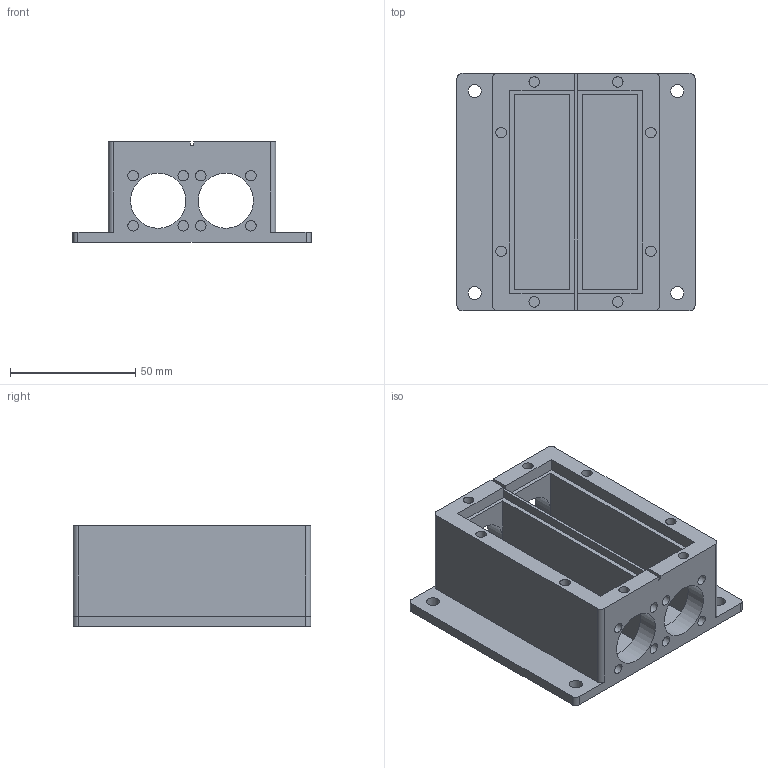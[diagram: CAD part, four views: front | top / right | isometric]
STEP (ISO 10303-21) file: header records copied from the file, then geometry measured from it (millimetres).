
FILE_DESCRIPTION(('FreeCAD Model'),'2;1');
FILE_NAME('Open CASCADE Shape Model','2025-07-02T15:58:21',(''),(''), 'Open CASCADE STEP processor 7.8','FreeCAD','Unknown');
FILE_SCHEMA(('AUTOMOTIVE_DESIGN { 1 0 10303 214 1 1 1 1 }'));
Length unit declared in the file: millimetre
Products named in the file (1): TopMountHoleMultiTransform
Bounding box: 95.05 x 94.8 x 40 mm (x, y, z)
Volume: 121031.2 mm3; surface area: 46235.6 mm2
Topology: 1 solids, 1 shells, 84 faces, 188 edges, 124 vertices
Faces by surface type: plane 52, cylinder 32
Full cylindrical faces by diameter (mm): 4.191 x16, 5.207 x4, 22 x4
Entity records: 2398 total; most frequent: DIRECTION 422, CARTESIAN_POINT 397, ORIENTED_EDGE 376, EDGE_CURVE 188, AXIS2_PLACEMENT_3D 149, VERTEX_POINT 124, LINE 124, VECTOR 124
